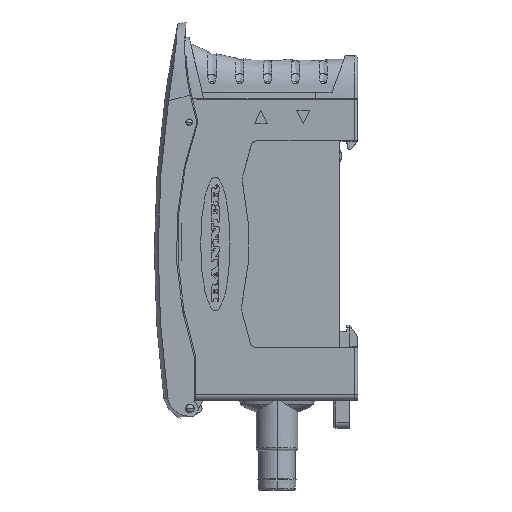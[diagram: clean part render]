
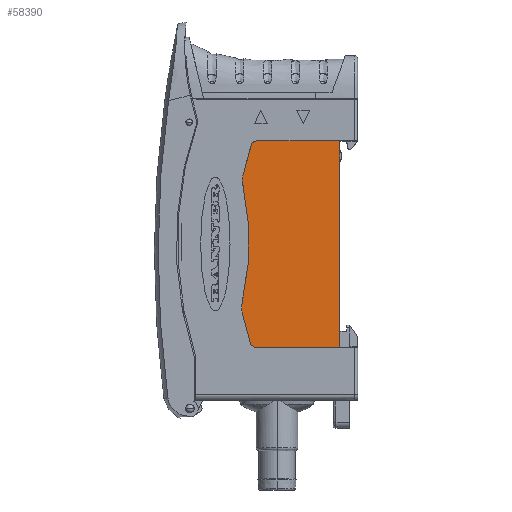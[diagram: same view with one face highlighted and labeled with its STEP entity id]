
A CAD part, left-side view. The second image highlights one B-rep face of the part: STEP entity #58390.
In plain terms, the highlighted planar face has unit normal (-1, 0, 0).
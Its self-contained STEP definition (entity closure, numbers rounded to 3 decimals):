
#20574=DIRECTION('',(0.,0.,-1.));
#20575=VECTOR('',#20574,37.084);
#20576=CARTESIAN_POINT('',(-4.8,3.242,-7.558));
#20577=LINE('',#20576,#20575);
#20582=DIRECTION('',(0.,-1.,0.));
#20583=VECTOR('',#20582,15.079);
#20584=CARTESIAN_POINT('',(-4.8,18.321,-44.642));
#20585=LINE('',#20584,#20583);
#20586=CARTESIAN_POINT('',(-4.8,18.321,-43.6));
#20587=DIRECTION('',(-1.,0.,0.));
#20588=DIRECTION('',(0.,0.966,-0.259));
#20589=AXIS2_PLACEMENT_3D('',#20586,#20587,#20588);
#20591=DIRECTION('',(0.,-0.259,-0.966));
#20592=VECTOR('',#20591,5.676);
#20593=CARTESIAN_POINT('',(-4.8,20.796,-38.387));
#20594=LINE('',#20593,#20592);
#20595=CARTESIAN_POINT('',(-4.8,17.858,-37.6));
#20596=DIRECTION('',(-1.,0.,0.));
#20597=DIRECTION('',(0.,0.975,0.224));
#20598=AXIS2_PLACEMENT_3D('',#20595,#20596,#20597);
#20600=CARTESIAN_POINT('',(-4.8,69.515,-25.745));
#20601=DIRECTION('',(1.,0.,0.));
#20602=DIRECTION('',(0.,-0.978,0.21));
#20603=AXIS2_PLACEMENT_3D('',#20600,#20601,#20602);
#20605=CARTESIAN_POINT('',(-4.8,17.7,-14.6));
#20606=DIRECTION('',(-1.,0.,0.));
#20607=DIRECTION('',(0.,0.966,0.259));
#20608=AXIS2_PLACEMENT_3D('',#20605,#20606,#20607);
#20610=DIRECTION('',(0.,0.259,-0.966));
#20611=VECTOR('',#20610,5.676);
#20612=CARTESIAN_POINT('',(-4.8,19.169,-8.33));
#20613=LINE('',#20612,#20611);
#20614=CARTESIAN_POINT('',(-4.8,18.163,-8.6));
#20615=DIRECTION('',(-1.,0.,0.));
#20616=DIRECTION('',(0.,0.,1.));
#20617=AXIS2_PLACEMENT_3D('',#20614,#20615,#20616);
#20619=DIRECTION('',(0.,1.,0.));
#20620=VECTOR('',#20619,14.921);
#20621=CARTESIAN_POINT('',(-4.8,3.242,-7.558));
#20622=LINE('',#20621,#20620);
#24972=CARTESIAN_POINT('',(-4.8,20.638,-13.813));
#24973=CARTESIAN_POINT('',(-4.8,20.674,-15.24));
#24974=VERTEX_POINT('',#24972);
#24975=VERTEX_POINT('',#24973);
#24976=CARTESIAN_POINT('',(-4.8,20.823,-36.92));
#24977=VERTEX_POINT('',#24976);
#24978=CARTESIAN_POINT('',(-4.8,20.796,-38.387));
#24979=VERTEX_POINT('',#24978);
#24980=CARTESIAN_POINT('',(-4.8,19.327,-43.87));
#24981=VERTEX_POINT('',#24980);
#24982=CARTESIAN_POINT('',(-4.8,18.321,-44.642));
#24983=VERTEX_POINT('',#24982);
#24984=CARTESIAN_POINT('',(-4.8,18.163,-7.558));
#24985=CARTESIAN_POINT('',(-4.8,19.169,-8.33));
#24986=VERTEX_POINT('',#24984);
#24987=VERTEX_POINT('',#24985);
#25034=CARTESIAN_POINT('',(-4.8,3.242,-7.558));
#25035=CARTESIAN_POINT('',(-4.8,3.242,-44.642));
#25036=VERTEX_POINT('',#25034);
#25037=VERTEX_POINT('',#25035);
#58366=CARTESIAN_POINT('',(-4.8,0.,0.));
#58367=DIRECTION('',(-1.,0.,0.));
#58368=DIRECTION('',(0.,0.,1.));
#58369=AXIS2_PLACEMENT_3D('',#58366,#58367,#58368);
#58370=PLANE('',#58369);
#58371=ORIENTED_EDGE('',*,*,#58360,.T.);
#58372=ORIENTED_EDGE('',*,*,#28608,.F.);
#58374=ORIENTED_EDGE('',*,*,#58373,.F.);
#58376=ORIENTED_EDGE('',*,*,#58375,.F.);
#58378=ORIENTED_EDGE('',*,*,#58377,.F.);
#58380=ORIENTED_EDGE('',*,*,#58379,.F.);
#58382=ORIENTED_EDGE('',*,*,#58381,.F.);
#58384=ORIENTED_EDGE('',*,*,#58383,.F.);
#58386=ORIENTED_EDGE('',*,*,#58385,.F.);
#58387=ORIENTED_EDGE('',*,*,#28642,.F.);
#58388=EDGE_LOOP('',(#58371,#58372,#58374,#58376,#58378,#58380,#58382,#58384,
#58386,#58387));
#58389=FACE_OUTER_BOUND('',#58388,.F.);
#58390=ADVANCED_FACE('',(#58389),#58370,.T.);
#20590=CIRCLE('',#20589,1.042);
#20599=CIRCLE('',#20598,3.042);
#20604=CIRCLE('',#20603,49.958);
#20609=CIRCLE('',#20608,3.042);
#20618=CIRCLE('',#20617,1.042);
#28608=EDGE_CURVE('',#24983,#25037,#20585,.T.);
#28642=EDGE_CURVE('',#25036,#24986,#20622,.T.);
#58360=EDGE_CURVE('',#25036,#25037,#20577,.T.);
#58373=EDGE_CURVE('',#24981,#24983,#20590,.T.);
#58375=EDGE_CURVE('',#24979,#24981,#20594,.T.);
#58377=EDGE_CURVE('',#24977,#24979,#20599,.T.);
#58379=EDGE_CURVE('',#24975,#24977,#20604,.T.);
#58381=EDGE_CURVE('',#24974,#24975,#20609,.T.);
#58383=EDGE_CURVE('',#24987,#24974,#20613,.T.);
#58385=EDGE_CURVE('',#24986,#24987,#20618,.T.);
